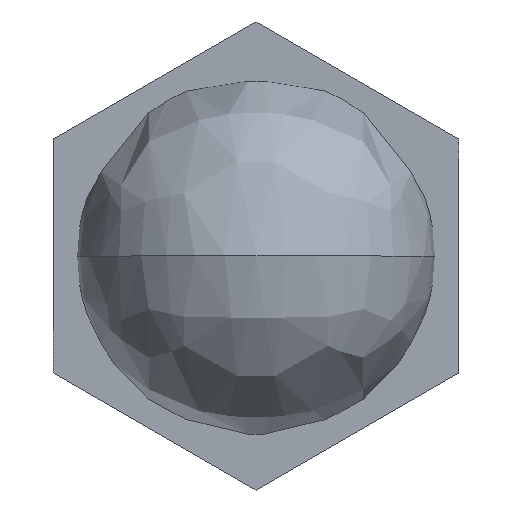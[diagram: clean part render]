
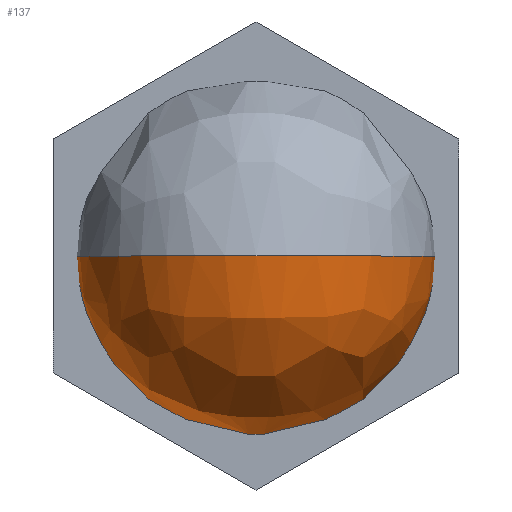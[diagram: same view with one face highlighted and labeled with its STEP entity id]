
A CAD part, front view. The second image highlights one B-rep face of the part: STEP entity #137.
In plain terms, the highlighted free-form (B-spline) face has degree [3, 3] with [4, 7] control points.
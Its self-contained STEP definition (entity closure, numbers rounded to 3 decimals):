
#5 = CARTESIAN_POINT ( 'NONE',  ( -7.5, -7.5, -8.853 ) ) ;
#7 = DIRECTION ( 'NONE',  ( 1., 0., 0. ) ) ;
#8 = CARTESIAN_POINT ( 'NONE',  ( 7.5, 7.5, 0. ) ) ;
#9 = CARTESIAN_POINT ( 'NONE',  ( 7.5, -1.211, -15.083 ) ) ;
#13 = CARTESIAN_POINT ( 'NONE',  ( -7.5, 16.494, -14.916 ) ) ;
#14 = CARTESIAN_POINT ( 'NONE',  ( -7.5, 22.497, 0.283 ) ) ;
#34 = AXIS2_PLACEMENT_3D ( 'NONE', #379, #94, #577 ) ;
#41 = DIRECTION ( 'NONE',  ( 0., 0., 1. ) ) ;
#43 = CIRCLE ( 'NONE', #34, 7.5 ) ;
#55 = CARTESIAN_POINT ( 'NONE',  ( 7.5, 7.641, -14.999 ) ) ;
#62 = CARTESIAN_POINT ( 'NONE',  ( -7.5, 7.5, 0. ) ) ;
#78 = CARTESIAN_POINT ( 'NONE',  ( -7.5, 7.5, 0. ) ) ;
#91 = CARTESIAN_POINT ( 'NONE',  ( 7.5, 16.494, -14.916 ) ) ;
#94 = DIRECTION ( 'NONE',  ( 0., 0., 1. ) ) ;
#131 = CARTESIAN_POINT ( 'NONE',  ( 0., 7.5, 0. ) ) ;
#137 = ADVANCED_FACE ( 'NONE', ( #404 ), #387, .T. ) ;
#148 = DIRECTION ( 'NONE',  ( 0., 0., 1. ) ) ;
#154 = VERTEX_POINT ( 'NONE', #393 ) ;
#198 = CARTESIAN_POINT ( 'NONE',  ( 7.5, 22.497, 0.283 ) ) ;
#203 = CARTESIAN_POINT ( 'NONE',  ( 0., 12., 0. ) ) ;
#204 = VERTEX_POINT ( 'NONE', #305 ) ;
#210 = AXIS2_PLACEMENT_3D ( 'NONE', #131, #374, #570 ) ;
#230 = AXIS2_PLACEMENT_3D ( 'NONE', #253, #148, #7 ) ;
#240 = EDGE_LOOP ( 'NONE', ( #604, #473, #615, #569, #617 ) ) ;
#247 = CARTESIAN_POINT ( 'NONE',  ( 7.5, 7.5, 0. ) ) ;
#250 = DIRECTION ( 'NONE',  ( 0., 1., 0. ) ) ;
#253 = CARTESIAN_POINT ( 'NONE',  ( 0., 7.5, 0. ) ) ;
#255 = CARTESIAN_POINT ( 'NONE',  ( -7.5, 7.5, 0. ) ) ;
#274 = VERTEX_POINT ( 'NONE', #78 ) ;
#276 = AXIS2_PLACEMENT_3D ( 'NONE', #424, #563, #41 ) ;
#291 = CARTESIAN_POINT ( 'NONE',  ( 7.5, -7.5, 0. ) ) ;
#296 = CARTESIAN_POINT ( 'NONE',  ( 7.5, -7.5, -8.853 ) ) ;
#303 = CARTESIAN_POINT ( 'NONE',  ( -7.5, 7.5, 0. ) ) ;
#305 = CARTESIAN_POINT ( 'NONE',  ( -6., 12., 0. ) ) ;
#306 = CIRCLE ( 'NONE', #230, 7.5 ) ;
#310 = VERTEX_POINT ( 'NONE', #450 ) ;
#339 = CARTESIAN_POINT ( 'NONE',  ( -7.5, -1.211, -15.083 ) ) ;
#350 = CARTESIAN_POINT ( 'NONE',  ( -7.5, 7.5, 0. ) ) ;
#374 = DIRECTION ( 'NONE',  ( 0., 0., -1. ) ) ;
#379 = CARTESIAN_POINT ( 'NONE',  ( 0., 7.5, 0. ) ) ;
#384 = CARTESIAN_POINT ( 'NONE',  ( -7.5, -7.5, 0. ) ) ;
#387 =( BOUNDED_SURFACE ( )  B_SPLINE_SURFACE ( 3, 3, ( 
 ( #8, #427, #469, #571, #247, #580, #572 ),
 ( #291, #296, #9, #55, #91, #466, #198 ),
 ( #384, #5, #339, #426, #13, #591, #14 ),
 ( #478, #433, #303, #255, #530, #62, #350 ) ),
 .UNSPECIFIED., .F., .F., .T. ) 
 B_SPLINE_SURFACE_WITH_KNOTS ( ( 4, 4 ),
 ( 4, 3, 4 ),
 ( 0., 1. ),
 ( 0., 0.5, 1. ),
 .UNSPECIFIED. ) 
 GEOMETRIC_REPRESENTATION_ITEM ( )  RATIONAL_B_SPLINE_SURFACE ( (
 ( 1., 0.803, 0.803, 1., 0.803, 0.803, 1.),
 ( 0.333, 0.268, 0.268, 0.333, 0.268, 0.268, 0.333),
 ( 0.333, 0.268, 0.268, 0.333, 0.268, 0.268, 0.333),
 ( 1., 0.803, 0.803, 1., 0.803, 0.803, 1.) ) ) 
 REPRESENTATION_ITEM ( '' )  SURFACE ( )  );
#390 = EDGE_CURVE ( 'NONE', #154, #415, #497, .T. ) ;
#393 = CARTESIAN_POINT ( 'NONE',  ( 6., 12., 0. ) ) ;
#404 = FACE_OUTER_BOUND ( 'NONE', #240, .T. ) ;
#415 = VERTEX_POINT ( 'NONE', #417 ) ;
#417 = CARTESIAN_POINT ( 'NONE',  ( 0., 12., -6. ) ) ;
#419 = EDGE_CURVE ( 'NONE', #310, #274, #603, .T. ) ;
#424 = CARTESIAN_POINT ( 'NONE',  ( 0., 12., 0. ) ) ;
#426 = CARTESIAN_POINT ( 'NONE',  ( -7.5, 7.641, -14.999 ) ) ;
#427 = CARTESIAN_POINT ( 'NONE',  ( 7.5, 7.5, 0. ) ) ;
#433 = CARTESIAN_POINT ( 'NONE',  ( -7.5, 7.5, 0. ) ) ;
#450 = CARTESIAN_POINT ( 'NONE',  ( 7.5, 7.5, 0. ) ) ;
#466 = CARTESIAN_POINT ( 'NONE',  ( 7.5, 22.664, -8.568 ) ) ;
#469 = CARTESIAN_POINT ( 'NONE',  ( 7.5, 7.5, 0. ) ) ;
#472 = DIRECTION ( 'NONE',  ( 0., 0., 1. ) ) ;
#473 = ORIENTED_EDGE ( 'NONE', *, *, #419, .T. ) ;
#478 = CARTESIAN_POINT ( 'NONE',  ( -7.5, 7.5, 0. ) ) ;
#485 = AXIS2_PLACEMENT_3D ( 'NONE', #203, #250, #472 ) ;
#497 = CIRCLE ( 'NONE', #276, 6. ) ;
#515 = EDGE_CURVE ( 'NONE', #415, #204, #566, .T. ) ;
#530 = CARTESIAN_POINT ( 'NONE',  ( -7.5, 7.5, 0. ) ) ;
#560 = EDGE_CURVE ( 'NONE', #204, #274, #306, .T. ) ;
#563 = DIRECTION ( 'NONE',  ( 0., 1., 0. ) ) ;
#566 = CIRCLE ( 'NONE', #485, 6. ) ;
#569 = ORIENTED_EDGE ( 'NONE', *, *, #515, .F. ) ;
#570 = DIRECTION ( 'NONE',  ( 1., 0., 0. ) ) ;
#571 = CARTESIAN_POINT ( 'NONE',  ( 7.5, 7.5, 0. ) ) ;
#572 = CARTESIAN_POINT ( 'NONE',  ( 7.5, 7.5, 0. ) ) ;
#575 = EDGE_CURVE ( 'NONE', #310, #154, #43, .T. ) ;
#577 = DIRECTION ( 'NONE',  ( 1., 0., 0. ) ) ;
#580 = CARTESIAN_POINT ( 'NONE',  ( 7.5, 7.5, 0. ) ) ;
#591 = CARTESIAN_POINT ( 'NONE',  ( -7.5, 22.664, -8.568 ) ) ;
#603 = CIRCLE ( 'NONE', #210, 7.5 ) ;
#604 = ORIENTED_EDGE ( 'NONE', *, *, #575, .F. ) ;
#615 = ORIENTED_EDGE ( 'NONE', *, *, #560, .F. ) ;
#617 = ORIENTED_EDGE ( 'NONE', *, *, #390, .F. ) ;
